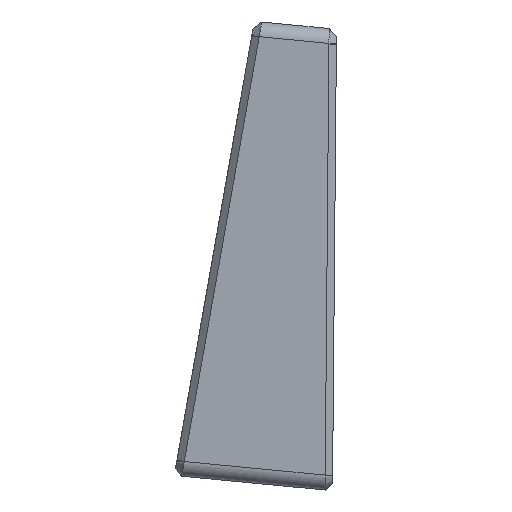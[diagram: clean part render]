
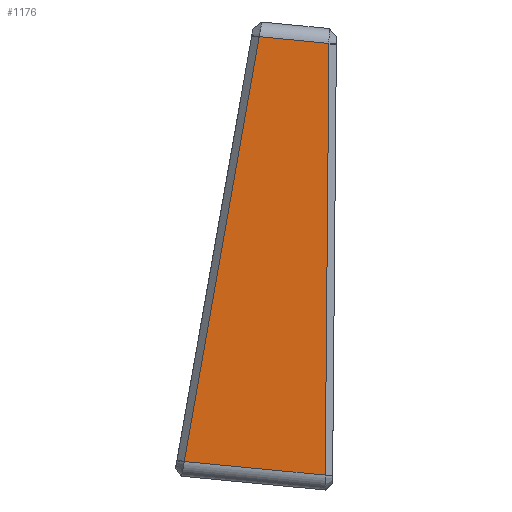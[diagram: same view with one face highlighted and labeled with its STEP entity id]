
A CAD part, left-side view. The second image highlights one B-rep face of the part: STEP entity #1176.
In plain terms, the highlighted planar face has unit normal (-1, 0, 0).
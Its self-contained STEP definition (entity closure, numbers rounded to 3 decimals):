
#33=B_SPLINE_CURVE_WITH_KNOTS('',3,(#1756,#1757,#1758,#1759),
 .UNSPECIFIED.,.F.,.F.,(4,4),(1.527,1.571),
 .UNSPECIFIED.);
#67=B_SPLINE_CURVE_WITH_KNOTS('',3,(#2310,#2311,#2312,#2313),
 .UNSPECIFIED.,.F.,.F.,(4,4),(-1.571,-1.532),
 .UNSPECIFIED.);
#140=PLANE('',#1236);
#208=FACE_OUTER_BOUND('',#280,.T.);
#280=EDGE_LOOP('',(#1077,#1078,#1079,#1080,#1081,#1082));
#314=LINE('',#1640,#412);
#362=LINE('',#2290,#460);
#379=LINE('',#2553,#477);
#380=LINE('',#2555,#478);
#412=VECTOR('',#1313,10.);
#460=VECTOR('',#1389,10.);
#477=VECTOR('',#1418,10.);
#478=VECTOR('',#1421,10.);
#521=VERTEX_POINT('',#1633);
#524=VERTEX_POINT('',#1638);
#525=VERTEX_POINT('',#1685);
#576=VERTEX_POINT('',#2246);
#579=VERTEX_POINT('',#2287);
#580=VERTEX_POINT('',#2289);
#640=EDGE_CURVE('',#524,#521,#314,.T.);
#653=EDGE_CURVE('',#525,#524,#33,.T.);
#728=EDGE_CURVE('',#579,#580,#362,.T.);
#731=EDGE_CURVE('',#580,#576,#67,.T.);
#759=EDGE_CURVE('',#576,#525,#379,.T.);
#760=EDGE_CURVE('',#521,#579,#380,.T.);
#1077=ORIENTED_EDGE('',*,*,#653,.F.);
#1078=ORIENTED_EDGE('',*,*,#759,.F.);
#1079=ORIENTED_EDGE('',*,*,#731,.F.);
#1080=ORIENTED_EDGE('',*,*,#728,.F.);
#1081=ORIENTED_EDGE('',*,*,#760,.F.);
#1082=ORIENTED_EDGE('',*,*,#640,.F.);
#1176=ADVANCED_FACE('',(#208),#140,.T.);
#1236=AXIS2_PLACEMENT_3D('',#2554,#1419,#1420);
#1313=DIRECTION('',(0.,0.009,-1.));
#1389=DIRECTION('',(0.,-0.174,0.985));
#1418=DIRECTION('',(0.,-0.995,-0.096));
#1419=DIRECTION('center_axis',(-1.,0.,0.));
#1420=DIRECTION('ref_axis',(0.,-0.096,0.995));
#1421=DIRECTION('',(0.,0.995,0.096));
#1633=CARTESIAN_POINT('',(-3.285,-16.002,89.091));
#1638=CARTESIAN_POINT('',(-3.285,-16.509,147.138));
#1640=CARTESIAN_POINT('',(-3.285,-16.255,118.07));
#1685=CARTESIAN_POINT('',(-3.285,-16.51,147.225));
#1756=CARTESIAN_POINT('Ctrl Pts',(-3.285,-16.51,147.225));
#1757=CARTESIAN_POINT('Ctrl Pts',(-3.285,-16.509,147.196));
#1758=CARTESIAN_POINT('Ctrl Pts',(-3.285,-16.509,147.167));
#1759=CARTESIAN_POINT('Ctrl Pts',(-3.285,-16.509,147.138));
#2246=CARTESIAN_POINT('',(-3.285,-7.116,148.13));
#2287=CARTESIAN_POINT('',(-3.285,2.972,90.918));
#2289=CARTESIAN_POINT('',(-3.285,-7.102,148.052));
#2290=CARTESIAN_POINT('',(-3.285,0.492,104.982));
#2310=CARTESIAN_POINT('Ctrl Pts',(-3.285,-7.102,148.052));
#2311=CARTESIAN_POINT('Ctrl Pts',(-3.285,-7.107,148.078));
#2312=CARTESIAN_POINT('Ctrl Pts',(-3.285,-7.111,148.104));
#2313=CARTESIAN_POINT('Ctrl Pts',(-3.285,-7.116,148.13));
#2553=CARTESIAN_POINT('',(-3.285,-22.728,146.626));
#2554=CARTESIAN_POINT('Origin',(-3.285,-16.986,86.987));
#2555=CARTESIAN_POINT('',(-3.285,-17.177,88.978));
